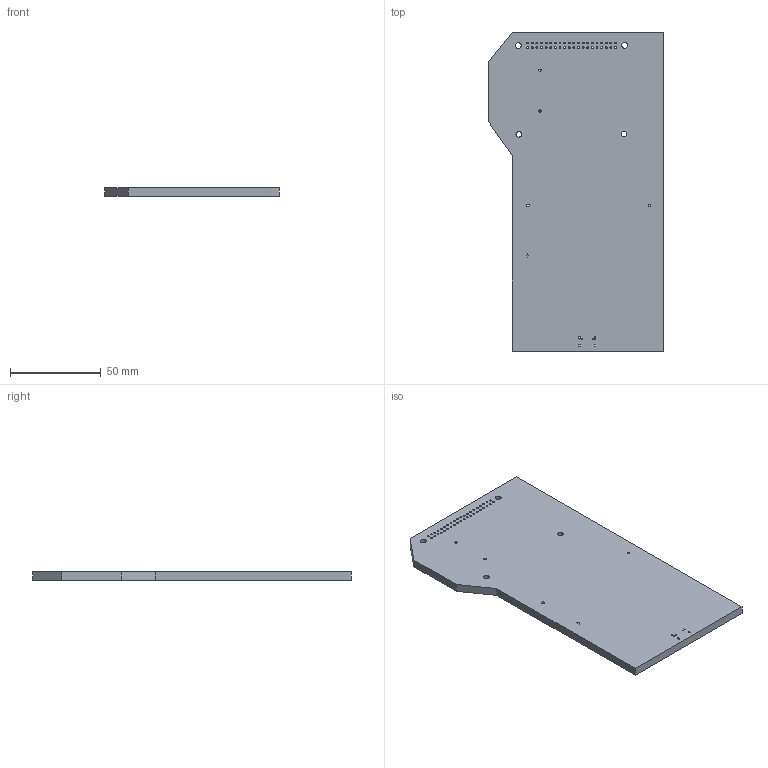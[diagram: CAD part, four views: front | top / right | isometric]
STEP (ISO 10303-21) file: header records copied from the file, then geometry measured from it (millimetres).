
FILE_DESCRIPTION(('KiCad electronic assembly'),'2;1');
FILE_NAME('mainboard.step','2025-05-12T17:51:28',('Pcbnew'),('Kicad'), 'Open CASCADE STEP processor 7.9','KiCad to STEP converter','Unknown' );
FILE_SCHEMA(('AUTOMOTIVE_DESIGN { 1 0 10303 214 1 1 1 1 }'));
Length unit declared in the file: millimetre
Products named in the file (2): mainboard 1; mainboard_PCB
Assembly tree (1 placements, depth 2):
  mainboard 1
    mainboard_PCB
Bounding box: 96 x 175 x 4.6 mm (x, y, z)
Volume: 69482.3 mm3; surface area: 33563.1 mm2
Topology: 1 solids, 1 shells, 79 faces, 231 edges, 154 vertices
Faces by surface type: cylinder 62, plane 17
Full cylindrical faces by diameter (mm): 0.2 x4, 0.65 x2, 1 x40, 1.1 x1, 1.3 x2, 1.6 x1, 3.2 x4
Entity records: 2958 total; most frequent: DIRECTION 517, CARTESIAN_POINT 466, ORIENTED_EDGE 462, EDGE_CURVE 231, AXIS2_PLACEMENT_3D 205, FACE_BOUND 195, EDGE_LOOP 195, VERTEX_POINT 154
